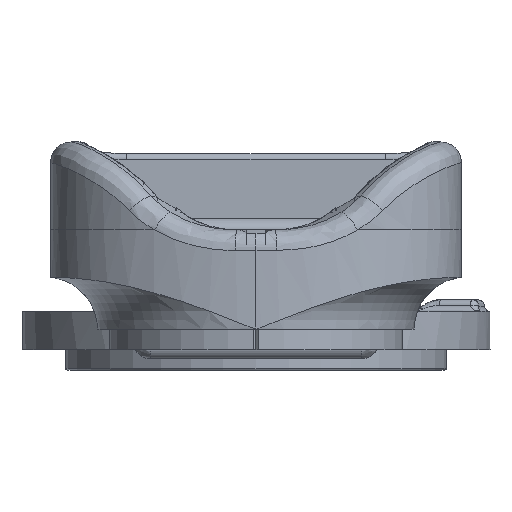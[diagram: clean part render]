
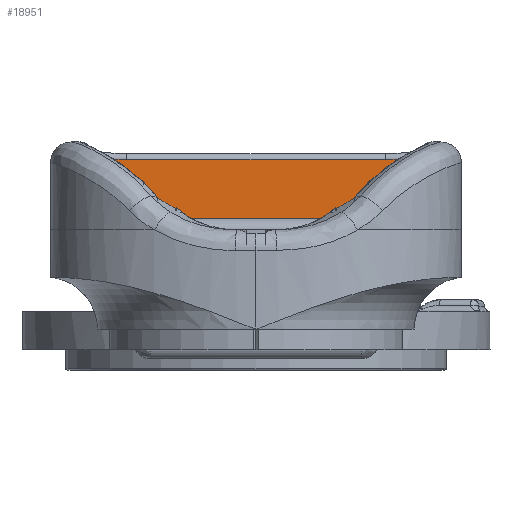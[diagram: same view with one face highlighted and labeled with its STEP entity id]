
A CAD part, front view. The second image highlights one B-rep face of the part: STEP entity #18951.
In plain terms, the highlighted face is planar.
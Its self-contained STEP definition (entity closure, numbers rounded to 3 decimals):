
#1655=PLANE('',#20510);
#2561=FACE_OUTER_BOUND('',#3666,.T.);
#3666=EDGE_LOOP('',(#17018,#17019,#17020,#17021,#17022,#17023,#17024,#17025,
#17026,#17027));
#4446=CIRCLE('',#20511,31.);
#4447=CIRCLE('',#20512,5.);
#4448=CIRCLE('',#20513,5.);
#4449=CIRCLE('',#20514,31.);
#5897=LINE('',#38428,#7239);
#5898=LINE('',#38432,#7240);
#5899=LINE('',#38434,#7241);
#5900=LINE('',#38436,#7242);
#5901=LINE('',#38440,#7243);
#5902=LINE('',#38443,#7244);
#7239=VECTOR('',#24786,10.);
#7240=VECTOR('',#24789,10.);
#7241=VECTOR('',#24790,10.);
#7242=VECTOR('',#24791,10.);
#7243=VECTOR('',#24794,10.);
#7244=VECTOR('',#24797,10.);
#8930=VERTEX_POINT('',#38424);
#8931=VERTEX_POINT('',#38425);
#8932=VERTEX_POINT('',#38427);
#8933=VERTEX_POINT('',#38429);
#8934=VERTEX_POINT('',#38431);
#8935=VERTEX_POINT('',#38433);
#8936=VERTEX_POINT('',#38435);
#8937=VERTEX_POINT('',#38437);
#8938=VERTEX_POINT('',#38439);
#8939=VERTEX_POINT('',#38441);
#11684=EDGE_CURVE('',#8930,#8931,#4446,.T.);
#11685=EDGE_CURVE('',#8932,#8930,#5897,.T.);
#11686=EDGE_CURVE('',#8933,#8932,#4447,.T.);
#11687=EDGE_CURVE('',#8934,#8933,#5898,.T.);
#11688=EDGE_CURVE('',#8935,#8934,#5899,.T.);
#11689=EDGE_CURVE('',#8936,#8935,#5900,.T.);
#11690=EDGE_CURVE('',#8937,#8936,#4448,.T.);
#11691=EDGE_CURVE('',#8938,#8937,#5901,.T.);
#11692=EDGE_CURVE('',#8939,#8938,#4449,.T.);
#11693=EDGE_CURVE('',#8931,#8939,#5902,.T.);
#17018=ORIENTED_EDGE('',*,*,#11684,.F.);
#17019=ORIENTED_EDGE('',*,*,#11685,.F.);
#17020=ORIENTED_EDGE('',*,*,#11686,.F.);
#17021=ORIENTED_EDGE('',*,*,#11687,.F.);
#17022=ORIENTED_EDGE('',*,*,#11688,.F.);
#17023=ORIENTED_EDGE('',*,*,#11689,.F.);
#17024=ORIENTED_EDGE('',*,*,#11690,.F.);
#17025=ORIENTED_EDGE('',*,*,#11691,.F.);
#17026=ORIENTED_EDGE('',*,*,#11692,.F.);
#17027=ORIENTED_EDGE('',*,*,#11693,.F.);
#18951=ADVANCED_FACE('',(#2561),#1655,.T.);
#20510=AXIS2_PLACEMENT_3D('',#38423,#24782,#24783);
#20511=AXIS2_PLACEMENT_3D('',#38426,#24784,#24785);
#20512=AXIS2_PLACEMENT_3D('',#38430,#24787,#24788);
#20513=AXIS2_PLACEMENT_3D('',#38438,#24792,#24793);
#20514=AXIS2_PLACEMENT_3D('',#38442,#24795,#24796);
#24782=DIRECTION('center_axis',(0.,1.,0.));
#24783=DIRECTION('ref_axis',(1.,0.,0.));
#24784=DIRECTION('center_axis',(0.,1.,0.));
#24785=DIRECTION('ref_axis',(-0.067,0.,
0.998));
#24786=DIRECTION('',(0.,0.,-1.));
#24787=DIRECTION('center_axis',(0.,-1.,0.));
#24788=DIRECTION('ref_axis',(-0.707,0.,0.707));
#24789=DIRECTION('',(-1.,0.,0.));
#24790=DIRECTION('',(-1.,0.,0.));
#24791=DIRECTION('',(-1.,0.,0.));
#24792=DIRECTION('center_axis',(0.,-1.,0.));
#24793=DIRECTION('ref_axis',(0.707,0.,0.707));
#24794=DIRECTION('',(0.,0.,1.));
#24795=DIRECTION('center_axis',(0.,1.,0.));
#24796=DIRECTION('ref_axis',(0.067,0.,0.998));
#24797=DIRECTION('',(1.,0.,0.));
#38423=CARTESIAN_POINT('Origin',(421.9,116.75,-11.7));
#38424=CARTESIAN_POINT('',(424.,116.75,-23.958));
#38425=CARTESIAN_POINT('',(427.99,116.75,-23.7));
#38426=CARTESIAN_POINT('Origin',(427.99,116.75,-54.7));
#38427=CARTESIAN_POINT('',(424.,116.75,-18.7));
#38428=CARTESIAN_POINT('',(424.,116.75,-11.7));
#38429=CARTESIAN_POINT('',(429.,116.75,-13.7));
#38430=CARTESIAN_POINT('Origin',(429.,116.75,-18.7));
#38431=CARTESIAN_POINT('',(434.5,116.75,-13.7));
#38432=CARTESIAN_POINT('',(435.95,116.75,-13.7));
#38433=CARTESIAN_POINT('',(465.5,116.75,-13.7));
#38434=CARTESIAN_POINT('',(435.95,116.75,-13.7));
#38435=CARTESIAN_POINT('',(471.,116.75,-13.7));
#38436=CARTESIAN_POINT('',(435.95,116.75,-13.7));
#38437=CARTESIAN_POINT('',(476.,116.75,-18.7));
#38438=CARTESIAN_POINT('Origin',(471.,116.75,-18.7));
#38439=CARTESIAN_POINT('',(476.,116.75,-23.958));
#38440=CARTESIAN_POINT('',(476.,116.75,-11.7));
#38441=CARTESIAN_POINT('',(472.011,116.75,-23.7));
#38442=CARTESIAN_POINT('Origin',(472.011,116.75,-54.7));
#38443=CARTESIAN_POINT('',(435.95,116.75,-23.7));
